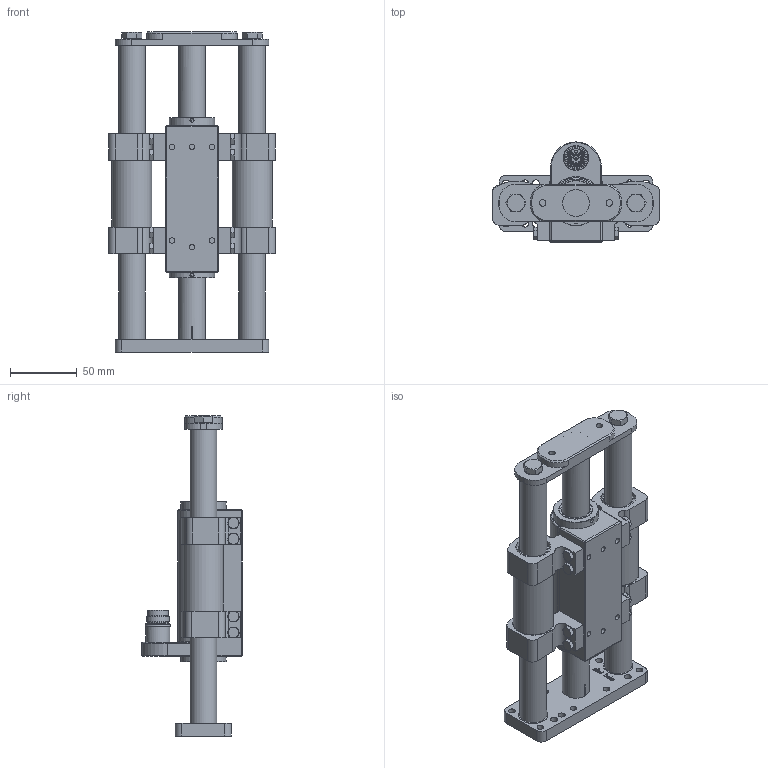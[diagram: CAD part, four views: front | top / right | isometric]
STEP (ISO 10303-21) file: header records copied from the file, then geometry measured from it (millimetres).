
FILE_DESCRIPTION (( 'STEP AP214' ), '1' );
FILE_NAME ('0186-1184_230628_SM01-37Sx60-HP-R-100_SSCP.STEP', '2023-06-28T08:12:49', ( '' ), ( '' ), 'SwSTEP 2.0', 'SolidWorks 2023', '' );
FILE_SCHEMA (( 'AUTOMOTIVE_DESIGN' ));
Length unit declared in the file: millimetre
Products named in the file (22): 0230-0725_6kt-schr_M5x14_INOX; 0230-0615_Zyl.-Schr_I-6kt_n-K_M8x16_8.8_INOX; Stator_PS01-37Sx60-HP-SSC-G01; 0180-1621_SM01k-37S-RT-R; SM01-37Sx60-HP-R-100_SSCP_Motor_fix; PL01-20-HP-SF-W01_PL01-20x230!180-HP-SF; 0186-1007_PS01-37Sx60-HP-B01-SSCP-G01-R; 0180-1997_SM01k-37S-RP-SSC; 0230-0613_6kt.-schr._M8x18_INOX; 0180-1996_SM01k-37S-FP-SSC; 0180-1620_SM01k-37S-RT-L; 0180-1622_SL01k-LR-30x...-SSC_SL01k-LR-30x88-SSC; SM01-37Sx60-HP-R-100_SSCP_Läufer_beweglich; 0186-1184_230628_SM01-37Sx60-HP-R-100_SSCP; 0160-1945_SL01h-37Sx60_LRT; 0160-3221_Linearkugellager_EXC-20-F-RB; 0180-1980_Dichtung_LBBR 20x28x5!19.02; 0230-0644_O-Ring_22.00x1.00_NBR70_schwarz_Gedehnt; 0180-1998_Wellendichtung_20x22x2.5; 0180-1835_ PB01-37Sh_SSHL_PB01h-37Sh_SSC-20; SL01-20x14x...2xM8_SL01-20x14x224-2xM8; 0180-1836_ PB01-37Sv_SSHL_PB01-37Sv_SSC-20
Assembly tree (41 placements, depth 4):
  0186-1184_230628_SM01-37Sx60-HP-R-100_SSCP
    SM01-37Sx60-HP-R-100_SSCP_Motor_fix
      0186-1007_PS01-37Sx60-HP-B01-SSCP-G01-R
        Stator_PS01-37Sx60-HP-SSC-G01
        0230-0644_O-Ring_22.00x1.00_NBR70_schwarz_Gedehnt  x2
        0180-1835_ PB01-37Sh_SSHL_PB01h-37Sh_SSC-20
        0180-1836_ PB01-37Sv_SSHL_PB01-37Sv_SSC-20
      0180-1621_SM01k-37S-RT-R  x2
      0180-1620_SM01k-37S-RT-L  x2
      0160-1945_SL01h-37Sx60_LRT  x2
        0180-1622_SL01k-LR-30x...-SSC_SL01k-LR-30x88-SSC
        0160-3221_Linearkugellager_EXC-20-F-RB
        0180-1980_Dichtung_LBBR 20x28x5!19.02
      0230-0725_6kt-schr_M5x14_INOX  x8
    SM01-37Sx60-HP-R-100_SSCP_Läufer_beweglich
      PL01-20-HP-SF-W01_PL01-20x230!180-HP-SF
      SL01-20x14x...2xM8_SL01-20x14x224-2xM8  x2
      0180-1996_SM01k-37S-FP-SSC
      0230-0615_Zyl.-Schr_I-6kt_n-K_M8x16_8.8_INOX  x3
      0230-0613_6kt.-schr._M8x18_INOX  x2
      0180-1998_Wellendichtung_20x22x2.5  x4
      0180-1997_SM01k-37S-RP-SSC
Bounding box: 125 x 75 x 239.75 mm (x, y, z)
Volume: 544865.7 mm3; surface area: 217173.8 mm2
Topology: 41 solids, 41 shells, 2359 faces, 5474 edges, 3364 vertices
Faces by surface type: plane 914, cylinder 628, cone 545, bspline 233, torus 37, sphere 2
Full cylindrical faces by diameter (mm): 1.15 x5, 1.2 x3, 2.1 x5, 3 x2, 3.2 x3, 4 x4, 4.2 x12, 5 x154, 5.3 x14, 6.8 x6, 8 x71, 8.3 x4, 9 x5, 13 x5, 13.8 x1, 14.05 x1, 14.2 x1, 15 x3, 15.54 x1, 15.7 x1, 16.2 x2, 17 x1, 18 x2, 19.98 x4, 20 x8, 20.01 x1, 21 x1, 21.3 x2, 22 x6, 23 x2
Entity records: 36958 total; most frequent: CARTESIAN_POINT 12628, ORIENTED_EDGE 4668, DIRECTION 4422, EDGE_CURVE 2334, VERTEX_POINT 1669, AXIS2_PLACEMENT_3D 1666, EDGE_LOOP 1605, FACE_OUTER_BOUND 1299
